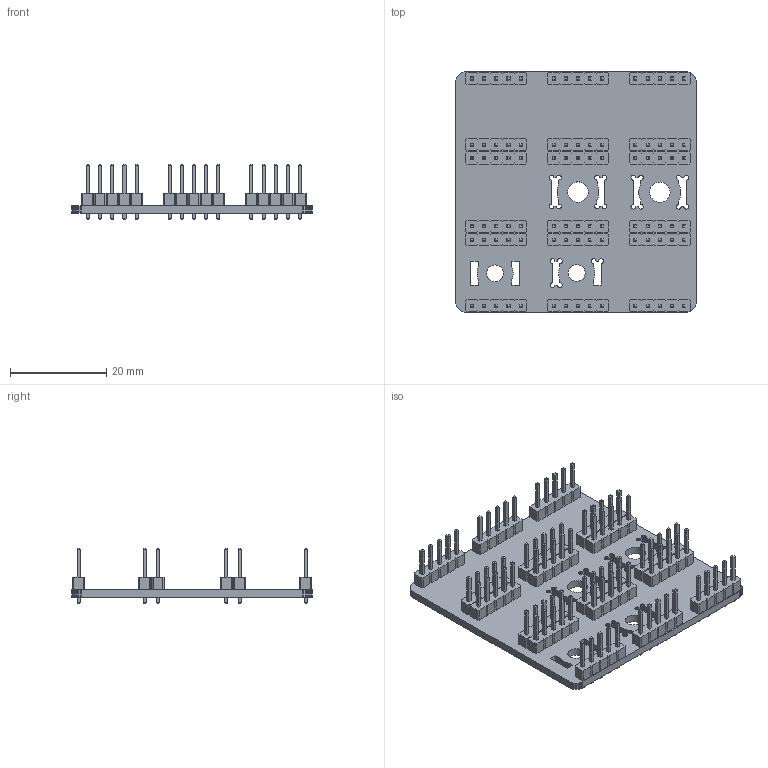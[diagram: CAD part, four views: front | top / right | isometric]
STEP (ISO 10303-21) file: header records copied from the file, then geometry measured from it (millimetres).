
FILE_DESCRIPTION(('KiCad electronic assembly'),'2;1');
FILE_NAME('Planar_XFMR.step','2024-02-14T12:55:15',('Pcbnew'),('Kicad'), 'Open CASCADE STEP processor 7.7','KiCad to STEP converter','Unknown' );
FILE_SCHEMA(('AUTOMOTIVE_DESIGN { 1 0 10303 214 1 1 1 1 }'));
Length unit declared in the file: millimetre
Products named in the file (4): Planar_XFMR 1; PinHeader_1x05_P2.54mm_Vertical; PinHeader_1x05_P254mm_Vertical; Planar_XFMR PCB
Assembly tree (20 placements, depth 3):
  Planar_XFMR 1
    PinHeader_1x05_P2.54mm_Vertical  x18
      PinHeader_1x05_P254mm_Vertical
    Planar_XFMR PCB
Bounding box: 50 x 50 x 11.54 mm (x, y, z)
Volume: 5469.5 mm3; surface area: 10287.7 mm2
Topology: 19 solids, 19 shells, 2857 faces, 7197 edges, 4558 vertices
Faces by surface type: plane 2763, cylinder 94
Full cylindrical faces by diameter (mm): 1 x90, 3.5 x2, 4.251 x2
Entity records: 54434 total; most frequent: CARTESIAN_POINT 9823, DIRECTION 8035, LINE 6119, VECTOR 6119, ORIENTED_EDGE 4330, PCURVE 4330, DEFINITIONAL_REPRESENTATION 4330, EDGE_CURVE 2165
